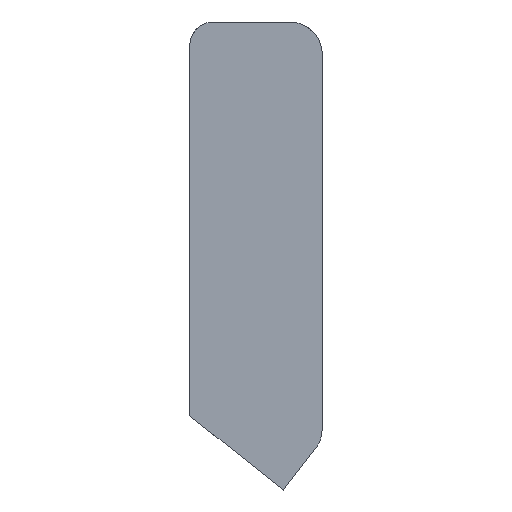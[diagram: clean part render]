
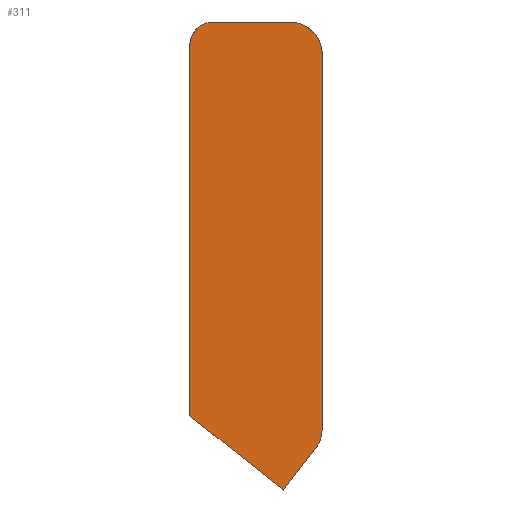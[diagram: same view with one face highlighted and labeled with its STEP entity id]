
A CAD part, top view. The second image highlights one B-rep face of the part: STEP entity #311.
In plain terms, the highlighted free-form (B-spline) face has degree [1, 1] with [2, 2] control points.
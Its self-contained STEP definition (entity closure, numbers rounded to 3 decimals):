
#26 = CARTESIAN_POINT ( 'NONE',  ( 1903.456, -136.031, 0. ) ) ;
#45 = VERTEX_POINT ( 'NONE', #342 ) ;
#46 = EDGE_CURVE ( 'NONE', #140, #65, #178, .T. ) ;
#60 = CARTESIAN_POINT ( 'NONE',  ( 1882.456, 125.505, 0. ) ) ;
#61 = CARTESIAN_POINT ( 'NONE',  ( 1903.456, 104.505, 0. ) ) ;
#65 = VERTEX_POINT ( 'NONE', #87 ) ;
#66 = B_SPLINE_CURVE_WITH_KNOTS ( 'NONE', 1,
 ( #86, #177 ),
 .UNSPECIFIED., .F., .F.,
 ( 2, 2 ),
 ( 0., 1. ),
 .UNSPECIFIED. ) ;
#72 = CARTESIAN_POINT ( 'NONE',  ( 1878.54, -175.42, 0. ) ) ;
#73 = CARTESIAN_POINT ( 'NONE',  ( 1833.289, 125.505, 0. ) ) ;
#84 =( BOUNDED_CURVE ( )  B_SPLINE_CURVE ( 3, ( #338, #241, #261, #61 ),
 .UNSPECIFIED., .F., .F. ) 
 B_SPLINE_CURVE_WITH_KNOTS ( ( 4, 4 ),
 ( -1.571, 0. ),
 .UNSPECIFIED. ) 
 CURVE ( )  GEOMETRIC_REPRESENTATION_ITEM ( )  RATIONAL_B_SPLINE_CURVE ( ( 1., 0.805, 0.805, 1. ) ) 
 REPRESENTATION_ITEM ( '' )  );
#86 = CARTESIAN_POINT ( 'NONE',  ( 1882.456, 125.505, 0. ) ) ;
#87 = CARTESIAN_POINT ( 'NONE',  ( 1903.456, -136.031, 0. ) ) ;
#95 = CARTESIAN_POINT ( 'NONE',  ( 1903.456, -136.031, 0. ) ) ;
#100 = B_SPLINE_SURFACE_WITH_KNOTS ( 'NONE', 1, 1, ( 
 ( #138, #144 ),
 ( #219, #156 ) ),
 .UNSPECIFIED., .F., .F., .F.,
 ( 2, 2 ),
 ( 2, 2 ),
 ( 0., 1. ),
 ( 0., 1. ),
 .UNSPECIFIED. ) ;
#108 = EDGE_CURVE ( 'NONE', #371, #224, #66, .T. ) ;
#109 =( BOUNDED_CURVE ( )  B_SPLINE_CURVE ( 3, ( #218, #292, #304, #260 ),
 .UNSPECIFIED., .F., .T. ) 
 B_SPLINE_CURVE_WITH_KNOTS ( ( 4, 4 ),
 ( 0., 1. ),
 .UNSPECIFIED. ) 
 CURVE ( )  GEOMETRIC_REPRESENTATION_ITEM ( )  RATIONAL_B_SPLINE_CURVE ( ( 1., 0.805, 0.805, 1. ) ) 
 REPRESENTATION_ITEM ( '' )  );
#112 = CARTESIAN_POINT ( 'NONE',  ( 1818.289, 110.17, 0. ) ) ;
#115 = EDGE_CURVE ( 'NONE', #380, #139, #367, .T. ) ;
#117 = CARTESIAN_POINT ( 'NONE',  ( 1903.456, 104.505, 0. ) ) ;
#120 = B_SPLINE_CURVE_WITH_KNOTS ( 'NONE', 1,
 ( #193, #72 ),
 .UNSPECIFIED., .F., .F.,
 ( 2, 2 ),
 ( 0., 1. ),
 .UNSPECIFIED. ) ;
#138 = CARTESIAN_POINT ( 'NONE',  ( 1818.289, 125.505, 0. ) ) ;
#139 = VERTEX_POINT ( 'NONE', #290 ) ;
#140 = VERTEX_POINT ( 'NONE', #368 ) ;
#144 = CARTESIAN_POINT ( 'NONE',  ( 1818.289, -177.225, 0. ) ) ;
#149 = ORIENTED_EDGE ( 'NONE', *, *, #240, .F. ) ;
#152 = EDGE_CURVE ( 'NONE', #222, #139, #358, .T. ) ;
#153 = CARTESIAN_POINT ( 'NONE',  ( 1818.289, -127.76, 0. ) ) ;
#156 = CARTESIAN_POINT ( 'NONE',  ( 1903.456, -177.225, 0. ) ) ;
#177 = CARTESIAN_POINT ( 'NONE',  ( 1833.289, 125.505, 0. ) ) ;
#178 = B_SPLINE_CURVE_WITH_KNOTS ( 'NONE', 1,
 ( #117, #26 ),
 .UNSPECIFIED., .F., .F.,
 ( 2, 2 ),
 ( 0., 1. ),
 .UNSPECIFIED. ) ;
#190 = ORIENTED_EDGE ( 'NONE', *, *, #46, .F. ) ;
#193 = CARTESIAN_POINT ( 'NONE',  ( 1899.067, -148.879, 0. ) ) ;
#195 = CARTESIAN_POINT ( 'NONE',  ( 1818.289, 110.17, 0. ) ) ;
#199 = ORIENTED_EDGE ( 'NONE', *, *, #203, .F. ) ;
#201 = ORIENTED_EDGE ( 'NONE', *, *, #269, .F. ) ;
#203 = EDGE_CURVE ( 'NONE', #65, #45, #382, .T. ) ;
#207 = ORIENTED_EDGE ( 'NONE', *, *, #355, .F. ) ;
#213 = CARTESIAN_POINT ( 'NONE',  ( 1878.54, -175.42, 0. ) ) ;
#215 = CARTESIAN_POINT ( 'NONE',  ( 1903.456, -140.725, 0. ) ) ;
#218 = CARTESIAN_POINT ( 'NONE',  ( 1818.289, 110.17, 0. ) ) ;
#219 = CARTESIAN_POINT ( 'NONE',  ( 1903.456, 125.505, 0. ) ) ;
#222 = VERTEX_POINT ( 'NONE', #195 ) ;
#224 = VERTEX_POINT ( 'NONE', #73 ) ;
#232 = ORIENTED_EDGE ( 'NONE', *, *, #108, .T. ) ;
#240 = EDGE_CURVE ( 'NONE', #371, #140, #84, .T. ) ;
#241 = CARTESIAN_POINT ( 'NONE',  ( 1894.757, 125.505, 0. ) ) ;
#242 = CARTESIAN_POINT ( 'NONE',  ( 1878.54, -175.42, 0. ) ) ;
#260 = CARTESIAN_POINT ( 'NONE',  ( 1833.289, 125.505, 0. ) ) ;
#261 = CARTESIAN_POINT ( 'NONE',  ( 1903.456, 116.807, 0. ) ) ;
#262 = CARTESIAN_POINT ( 'NONE',  ( 1899.067, -148.879, 0. ) ) ;
#269 = EDGE_CURVE ( 'NONE', #45, #380, #120, .T. ) ;
#289 = ORIENTED_EDGE ( 'NONE', *, *, #152, .T. ) ;
#290 = CARTESIAN_POINT ( 'NONE',  ( 1818.289, -127.76, 0. ) ) ;
#292 = CARTESIAN_POINT ( 'NONE',  ( 1818.289, 119.153, 0. ) ) ;
#303 = FACE_OUTER_BOUND ( 'NONE', #343, .T. ) ;
#304 = CARTESIAN_POINT ( 'NONE',  ( 1824.502, 125.505, 0. ) ) ;
#311 = ADVANCED_FACE ( 'NONE', ( #303 ), #100, .F. ) ;
#320 = CARTESIAN_POINT ( 'NONE',  ( 1818.289, -127.76, 0. ) ) ;
#321 = CARTESIAN_POINT ( 'NONE',  ( 1901.938, -145.166, 0. ) ) ;
#332 = ORIENTED_EDGE ( 'NONE', *, *, #115, .F. ) ;
#338 = CARTESIAN_POINT ( 'NONE',  ( 1882.456, 125.505, 0. ) ) ;
#342 = CARTESIAN_POINT ( 'NONE',  ( 1899.067, -148.879, 0. ) ) ;
#343 = EDGE_LOOP ( 'NONE', ( #207, #289, #332, #201, #199, #190, #149, #232 ) ) ;
#355 = EDGE_CURVE ( 'NONE', #222, #224, #109, .T. ) ;
#358 = B_SPLINE_CURVE_WITH_KNOTS ( 'NONE', 1,
 ( #112, #153 ),
 .UNSPECIFIED., .F., .F.,
 ( 2, 2 ),
 ( 0., 1. ),
 .UNSPECIFIED. ) ;
#367 = B_SPLINE_CURVE_WITH_KNOTS ( 'NONE', 1,
 ( #242, #320 ),
 .UNSPECIFIED., .F., .F.,
 ( 2, 2 ),
 ( 0., 1. ),
 .UNSPECIFIED. ) ;
#368 = CARTESIAN_POINT ( 'NONE',  ( 1903.456, 104.505, 0. ) ) ;
#371 = VERTEX_POINT ( 'NONE', #60 ) ;
#380 = VERTEX_POINT ( 'NONE', #213 ) ;
#382 =( BOUNDED_CURVE ( )  B_SPLINE_CURVE ( 3, ( #95, #215, #321, #262 ),
 .UNSPECIFIED., .F., .T. ) 
 B_SPLINE_CURVE_WITH_KNOTS ( ( 4, 4 ),
 ( -0.658, 0. ),
 .UNSPECIFIED. ) 
 CURVE ( )  GEOMETRIC_REPRESENTATION_ITEM ( )  RATIONAL_B_SPLINE_CURVE ( ( 1., 0.964, 0.964, 1. ) ) 
 REPRESENTATION_ITEM ( '' )  );
